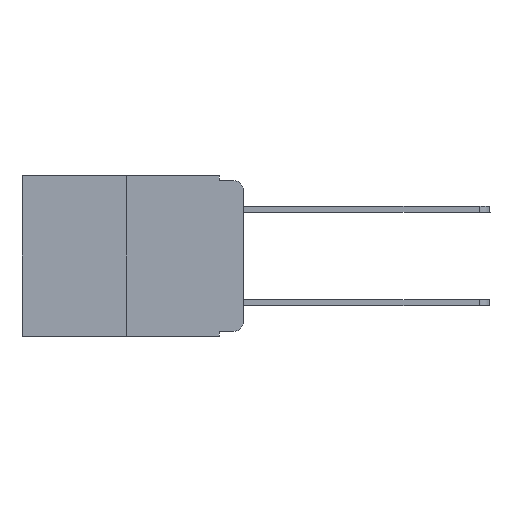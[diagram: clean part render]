
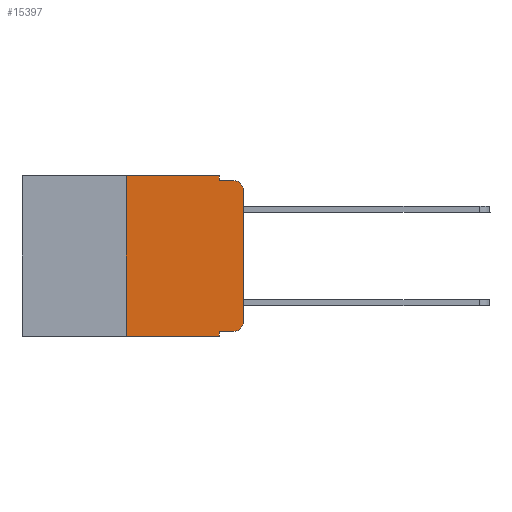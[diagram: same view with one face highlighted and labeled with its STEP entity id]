
A CAD part, left-side view. The second image highlights one B-rep face of the part: STEP entity #15397.
In plain terms, the highlighted planar face has unit normal (-1, 0, 0).
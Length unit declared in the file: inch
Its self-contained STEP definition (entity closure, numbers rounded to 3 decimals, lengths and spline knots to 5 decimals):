
#8 = ORIENTED_EDGE ( 'NONE', *, *, #15039, .F. ) ;
#608 = ORIENTED_EDGE ( 'NONE', *, *, #1585, .F. ) ;
#752 = EDGE_CURVE ( 'NONE', #16469, #5202, #1278, .T. ) ;
#1133 = DIRECTION ( 'NONE',  ( 0., 0., -1. ) ) ;
#1278 = CIRCLE ( 'NONE', #6260, 0.02 ) ;
#1585 = EDGE_CURVE ( 'NONE', #23069, #19622, #16046, .T. ) ;
#1593 = ORIENTED_EDGE ( 'NONE', *, *, #22493, .T. ) ;
#1742 = CARTESIAN_POINT ( 'NONE',  ( 0., 0.02, -0.313 ) ) ;
#1884 = EDGE_CURVE ( 'NONE', #22709, #10675, #7877, .T. ) ;
#1959 = FACE_OUTER_BOUND ( 'NONE', #10602, .T. ) ;
#2383 = EDGE_CURVE ( 'NONE', #5202, #5160, #4407, .T. ) ;
#2849 = PLANE ( 'NONE',  #9484 ) ;
#3022 = LINE ( 'NONE', #7461, #22128 ) ;
#3316 = CARTESIAN_POINT ( 'NONE',  ( 0., 0., -0.313 ) ) ;
#3637 = CARTESIAN_POINT ( 'NONE',  ( 0., 0.051, 0. ) ) ;
#3877 = ORIENTED_EDGE ( 'NONE', *, *, #12315, .T. ) ;
#4047 = DIRECTION ( 'NONE',  ( 0., 0., -1. ) ) ;
#4407 = LINE ( 'NONE', #21748, #7880 ) ;
#4468 = CARTESIAN_POINT ( 'NONE',  ( 0., 0.051, -0.01 ) ) ;
#4549 = DIRECTION ( 'NONE',  ( 0., -1., 0. ) ) ;
#4841 = ORIENTED_EDGE ( 'NONE', *, *, #22221, .F. ) ;
#4903 = DIRECTION ( 'NONE',  ( -1., 0., 0. ) ) ;
#5160 = VERTEX_POINT ( 'NONE', #19520 ) ;
#5202 = VERTEX_POINT ( 'NONE', #3316 ) ;
#5205 = VERTEX_POINT ( 'NONE', #18131 ) ;
#5387 = DIRECTION ( 'NONE',  ( 0., 0., -1. ) ) ;
#5457 = VECTOR ( 'NONE', #4047, 39.37008 ) ;
#5620 = EDGE_CURVE ( 'NONE', #5205, #16469, #3022, .T. ) ;
#6236 = ORIENTED_EDGE ( 'NONE', *, *, #5620, .T. ) ;
#6260 = AXIS2_PLACEMENT_3D ( 'NONE', #1742, #20214, #5387 ) ;
#6752 = VECTOR ( 'NONE', #15030, 39.37008 ) ;
#7461 = CARTESIAN_POINT ( 'NONE',  ( 0., 0.051, -0.333 ) ) ;
#7877 = LINE ( 'NONE', #23917, #18906 ) ;
#7880 = VECTOR ( 'NONE', #23809, 39.37008 ) ;
#8125 = VERTEX_POINT ( 'NONE', #11670 ) ;
#8135 = VERTEX_POINT ( 'NONE', #9631 ) ;
#8191 = CARTESIAN_POINT ( 'NONE',  ( 0., 0.051, -0.01 ) ) ;
#8326 = CIRCLE ( 'NONE', #21733, 0.02 ) ;
#9184 = DIRECTION ( 'NONE',  ( 0., 0., -1. ) ) ;
#9284 = CARTESIAN_POINT ( 'NONE',  ( 0., 0.051, 0. ) ) ;
#9484 = AXIS2_PLACEMENT_3D ( 'NONE', #19524, #14006, #1133 ) ;
#9631 = CARTESIAN_POINT ( 'NONE',  ( 0., 0.25, -0.343 ) ) ;
#10352 = CARTESIAN_POINT ( 'NONE',  ( 0., 0.25, 0. ) ) ;
#10602 = EDGE_LOOP ( 'NONE', ( #23351, #1593, #608, #4841, #18912, #23067, #3877, #8, #6236, #14511 ) ) ;
#10675 = VERTEX_POINT ( 'NONE', #19404 ) ;
#10958 = CARTESIAN_POINT ( 'NONE',  ( 0., 0.25, 0. ) ) ;
#11101 = DIRECTION ( 'NONE',  ( 0., -1., 0. ) ) ;
#11670 = CARTESIAN_POINT ( 'NONE',  ( 0., 0.051, -0.343 ) ) ;
#12315 = EDGE_CURVE ( 'NONE', #8135, #8125, #18944, .T. ) ;
#13570 = LINE ( 'NONE', #9284, #5457 ) ;
#14006 = DIRECTION ( 'NONE',  ( 1., 0., 0. ) ) ;
#14511 = ORIENTED_EDGE ( 'NONE', *, *, #752, .T. ) ;
#14791 = LINE ( 'NONE', #10352, #22321 ) ;
#14863 = VECTOR ( 'NONE', #4549, 39.37008 ) ;
#15030 = DIRECTION ( 'NONE',  ( 0., -1., 0. ) ) ;
#15039 = EDGE_CURVE ( 'NONE', #5205, #8125, #13570, .T. ) ;
#15397 = ADVANCED_FACE ( 'NONE', ( #1959 ), #2849, .F. ) ;
#16046 = LINE ( 'NONE', #4468, #14863 ) ;
#16436 = VECTOR ( 'NONE', #9184, 39.37008 ) ;
#16469 = VERTEX_POINT ( 'NONE', #19045 ) ;
#17883 = CARTESIAN_POINT ( 'NONE',  ( 0., 0.02, -0.03 ) ) ;
#18131 = CARTESIAN_POINT ( 'NONE',  ( 0., 0.051, -0.333 ) ) ;
#18515 = DIRECTION ( 'NONE',  ( 0., -1., 0. ) ) ;
#18906 = VECTOR ( 'NONE', #18515, 39.37008 ) ;
#18912 = ORIENTED_EDGE ( 'NONE', *, *, #1884, .F. ) ;
#18944 = LINE ( 'NONE', #21862, #6752 ) ;
#19045 = CARTESIAN_POINT ( 'NONE',  ( 0., 0.02, -0.333 ) ) ;
#19404 = CARTESIAN_POINT ( 'NONE',  ( 0., 0.051, 0. ) ) ;
#19520 = CARTESIAN_POINT ( 'NONE',  ( 0., 0., -0.03 ) ) ;
#19524 = CARTESIAN_POINT ( 'NONE',  ( 0., 0.473, 0. ) ) ;
#19622 = VERTEX_POINT ( 'NONE', #21218 ) ;
#19796 = EDGE_CURVE ( 'NONE', #8135, #22709, #14791, .T. ) ;
#20214 = DIRECTION ( 'NONE',  ( -1., 0., 0. ) ) ;
#21218 = CARTESIAN_POINT ( 'NONE',  ( 0., 0.02, -0.01 ) ) ;
#21360 = LINE ( 'NONE', #3637, #16436 ) ;
#21610 = DIRECTION ( 'NONE',  ( 0., 0., -1. ) ) ;
#21733 = AXIS2_PLACEMENT_3D ( 'NONE', #17883, #4903, #21610 ) ;
#21748 = CARTESIAN_POINT ( 'NONE',  ( 0., 0., 0. ) ) ;
#21862 = CARTESIAN_POINT ( 'NONE',  ( 0., 0.473, -0.343 ) ) ;
#22128 = VECTOR ( 'NONE', #11101, 39.37008 ) ;
#22221 = EDGE_CURVE ( 'NONE', #10675, #23069, #21360, .T. ) ;
#22321 = VECTOR ( 'NONE', #23142, 39.37008 ) ;
#22493 = EDGE_CURVE ( 'NONE', #5160, #19622, #8326, .T. ) ;
#22709 = VERTEX_POINT ( 'NONE', #10958 ) ;
#23067 = ORIENTED_EDGE ( 'NONE', *, *, #19796, .F. ) ;
#23069 = VERTEX_POINT ( 'NONE', #8191 ) ;
#23142 = DIRECTION ( 'NONE',  ( 0., 0., 1. ) ) ;
#23351 = ORIENTED_EDGE ( 'NONE', *, *, #2383, .T. ) ;
#23809 = DIRECTION ( 'NONE',  ( 0., 0., 1. ) ) ;
#23917 = CARTESIAN_POINT ( 'NONE',  ( 0., 0.473, 0. ) ) ;
